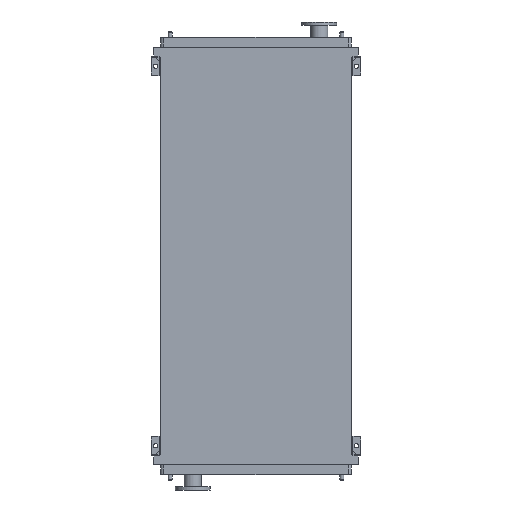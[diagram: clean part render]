
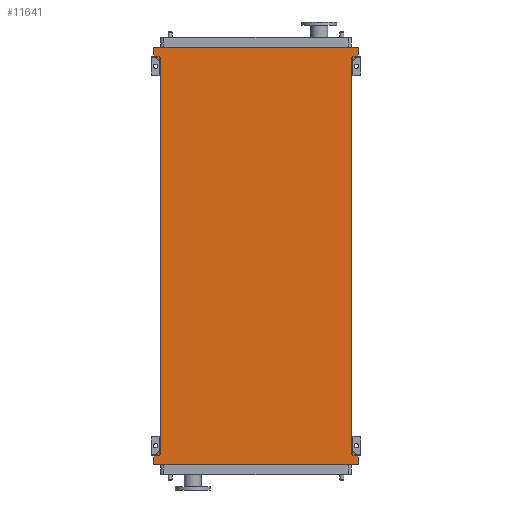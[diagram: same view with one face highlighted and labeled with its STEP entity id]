
A CAD part, front view. The second image highlights one B-rep face of the part: STEP entity #11641.
In plain terms, the highlighted planar face has unit normal (0, -1, 0).
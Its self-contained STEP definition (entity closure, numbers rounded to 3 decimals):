
#202 = CARTESIAN_POINT ( 'NONE',  ( -605., 0., 0. ) ) ;
#400 = VECTOR ( 'NONE', #15486, 1000. ) ;
#590 = VERTEX_POINT ( 'NONE', #8800 ) ;
#686 = CARTESIAN_POINT ( 'NONE',  ( -651., 0., 95. ) ) ;
#1332 = CARTESIAN_POINT ( 'NONE',  ( -651., 0., -2503. ) ) ;
#1960 = EDGE_CURVE ( 'NONE', #10906, #18582, #13186, .T. ) ;
#2146 = DIRECTION ( 'NONE',  ( 1., 0., 0. ) ) ;
#2377 = CARTESIAN_POINT ( 'NONE',  ( -605., 0., -2450. ) ) ;
#2452 = VECTOR ( 'NONE', #2146, 1000. ) ;
#2476 = CARTESIAN_POINT ( 'NONE',  ( 651., 0., 53. ) ) ;
#2477 = CARTESIAN_POINT ( 'NONE',  ( -651., 0., 53. ) ) ;
#2973 = CARTESIAN_POINT ( 'NONE',  ( -605., 0., -2450. ) ) ;
#2986 = CARTESIAN_POINT ( 'NONE',  ( -651., 0., 53. ) ) ;
#3031 = VECTOR ( 'NONE', #11117, 1000. ) ;
#3060 = ORIENTED_EDGE ( 'NONE', *, *, #6616, .F. ) ;
#3102 = ORIENTED_EDGE ( 'NONE', *, *, #8647, .F. ) ;
#3150 = LINE ( 'NONE', #2377, #10367 ) ;
#3245 = VERTEX_POINT ( 'NONE', #1332 ) ;
#3265 = ORIENTED_EDGE ( 'NONE', *, *, #14072, .F. ) ;
#3567 = LINE ( 'NONE', #16649, #18081 ) ;
#3568 = EDGE_CURVE ( 'NONE', #15395, #11237, #4961, .T. ) ;
#4113 = ORIENTED_EDGE ( 'NONE', *, *, #15500, .F. ) ;
#4231 = LINE ( 'NONE', #2477, #400 ) ;
#4250 = VECTOR ( 'NONE', #16330, 1000. ) ;
#4372 = AXIS2_PLACEMENT_3D ( 'NONE', #2973, #13071, #4399 ) ;
#4399 = DIRECTION ( 'NONE',  ( 0., 0., -1. ) ) ;
#4813 = DIRECTION ( 'NONE',  ( 0.655, 0., 0.755 ) ) ;
#4961 = LINE ( 'NONE', #12373, #12199 ) ;
#5162 = DIRECTION ( 'NONE',  ( 0., 0., 1. ) ) ;
#5315 = EDGE_CURVE ( 'NONE', #18375, #15695, #3567, .T. ) ;
#5452 = VECTOR ( 'NONE', #10963, 1000. ) ;
#5510 = ORIENTED_EDGE ( 'NONE', *, *, #8357, .F. ) ;
#5712 = PLANE ( 'NONE',  #4372 ) ;
#5742 = ORIENTED_EDGE ( 'NONE', *, *, #18545, .F. ) ;
#5960 = EDGE_LOOP ( 'NONE', ( #11028, #6546, #3060, #8864, #4113, #7268, #3265, #5742, #5510, #15995, #11256, #3102 ) ) ;
#6546 = ORIENTED_EDGE ( 'NONE', *, *, #18781, .F. ) ;
#6563 = CARTESIAN_POINT ( 'NONE',  ( 605., 0., -2450. ) ) ;
#6616 = EDGE_CURVE ( 'NONE', #8426, #11675, #17354, .T. ) ;
#6623 = LINE ( 'NONE', #13489, #14318 ) ;
#6635 = DIRECTION ( 'NONE',  ( 0., 0., -1. ) ) ;
#6755 = CARTESIAN_POINT ( 'NONE',  ( 651., 0., -2503. ) ) ;
#6809 = FACE_OUTER_BOUND ( 'NONE', #5960, .T. ) ;
#7163 = LINE ( 'NONE', #7785, #14862 ) ;
#7268 = ORIENTED_EDGE ( 'NONE', *, *, #5315, .F. ) ;
#7386 = LINE ( 'NONE', #15736, #18513 ) ;
#7576 = VERTEX_POINT ( 'NONE', #10081 ) ;
#7642 = CARTESIAN_POINT ( 'NONE',  ( 651., 0., -2545. ) ) ;
#7785 = CARTESIAN_POINT ( 'NONE',  ( -651., 0., -2545. ) ) ;
#8357 = EDGE_CURVE ( 'NONE', #590, #3245, #7163, .T. ) ;
#8426 = VERTEX_POINT ( 'NONE', #16587 ) ;
#8547 = DIRECTION ( 'NONE',  ( 0.655, 0., -0.755 ) ) ;
#8647 = EDGE_CURVE ( 'NONE', #15395, #10906, #7386, .T. ) ;
#8800 = CARTESIAN_POINT ( 'NONE',  ( -651., 0., -2545. ) ) ;
#8864 = ORIENTED_EDGE ( 'NONE', *, *, #15125, .F. ) ;
#9647 = DIRECTION ( 'NONE',  ( 0., 0., 1. ) ) ;
#9656 = VERTEX_POINT ( 'NONE', #18198 ) ;
#10081 = CARTESIAN_POINT ( 'NONE',  ( -605., 0., -2450. ) ) ;
#10229 = CARTESIAN_POINT ( 'NONE',  ( 651., 0., 53. ) ) ;
#10367 = VECTOR ( 'NONE', #9647, 1000. ) ;
#10628 = CARTESIAN_POINT ( 'NONE',  ( 651., 0., -2545. ) ) ;
#10906 = VERTEX_POINT ( 'NONE', #6755 ) ;
#10963 = DIRECTION ( 'NONE',  ( 0., 0., -1. ) ) ;
#11028 = ORIENTED_EDGE ( 'NONE', *, *, #3568, .T. ) ;
#11117 = DIRECTION ( 'NONE',  ( -0.655, 0., -0.755 ) ) ;
#11237 = VERTEX_POINT ( 'NONE', #13598 ) ;
#11256 = ORIENTED_EDGE ( 'NONE', *, *, #1960, .F. ) ;
#11641 = ADVANCED_FACE ( 'NONE', ( #6809 ), #5712, .T. ) ;
#11675 = VERTEX_POINT ( 'NONE', #10229 ) ;
#11933 = LINE ( 'NONE', #7642, #4250 ) ;
#12199 = VECTOR ( 'NONE', #5162, 1000. ) ;
#12373 = CARTESIAN_POINT ( 'NONE',  ( 605., 0., -2450. ) ) ;
#12483 = CARTESIAN_POINT ( 'NONE',  ( 651., 0., -2503. ) ) ;
#13071 = DIRECTION ( 'NONE',  ( 0., -1., 0. ) ) ;
#13186 = LINE ( 'NONE', #12483, #5452 ) ;
#13489 = CARTESIAN_POINT ( 'NONE',  ( -651., 0., -2503. ) ) ;
#13598 = CARTESIAN_POINT ( 'NONE',  ( 605., 0., 0. ) ) ;
#13916 = VECTOR ( 'NONE', #6635, 1000. ) ;
#14072 = EDGE_CURVE ( 'NONE', #7576, #18375, #3150, .T. ) ;
#14318 = VECTOR ( 'NONE', #4813, 1000. ) ;
#14550 = LINE ( 'NONE', #2476, #3031 ) ;
#14862 = VECTOR ( 'NONE', #16469, 1000. ) ;
#15014 = EDGE_CURVE ( 'NONE', #18582, #590, #11933, .T. ) ;
#15125 = EDGE_CURVE ( 'NONE', #9656, #8426, #17871, .T. ) ;
#15164 = DIRECTION ( 'NONE',  ( -0.655, 0., 0.755 ) ) ;
#15313 = CARTESIAN_POINT ( 'NONE',  ( 651., 0., 95. ) ) ;
#15395 = VERTEX_POINT ( 'NONE', #6563 ) ;
#15486 = DIRECTION ( 'NONE',  ( 0., 0., 1. ) ) ;
#15500 = EDGE_CURVE ( 'NONE', #15695, #9656, #4231, .T. ) ;
#15695 = VERTEX_POINT ( 'NONE', #2986 ) ;
#15736 = CARTESIAN_POINT ( 'NONE',  ( 605., 0., -2450. ) ) ;
#15995 = ORIENTED_EDGE ( 'NONE', *, *, #15014, .F. ) ;
#16330 = DIRECTION ( 'NONE',  ( -1., 0., 0. ) ) ;
#16469 = DIRECTION ( 'NONE',  ( 0., 0., 1. ) ) ;
#16587 = CARTESIAN_POINT ( 'NONE',  ( 651., 0., 95. ) ) ;
#16649 = CARTESIAN_POINT ( 'NONE',  ( -605., 0., 0. ) ) ;
#17354 = LINE ( 'NONE', #15313, #13916 ) ;
#17871 = LINE ( 'NONE', #686, #2452 ) ;
#18081 = VECTOR ( 'NONE', #15164, 1000. ) ;
#18198 = CARTESIAN_POINT ( 'NONE',  ( -651., 0., 95. ) ) ;
#18375 = VERTEX_POINT ( 'NONE', #202 ) ;
#18513 = VECTOR ( 'NONE', #8547, 1000. ) ;
#18545 = EDGE_CURVE ( 'NONE', #3245, #7576, #6623, .T. ) ;
#18582 = VERTEX_POINT ( 'NONE', #10628 ) ;
#18781 = EDGE_CURVE ( 'NONE', #11675, #11237, #14550, .T. ) ;
